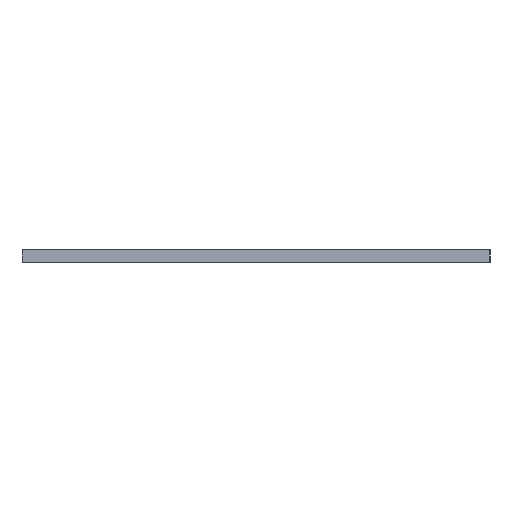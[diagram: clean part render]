
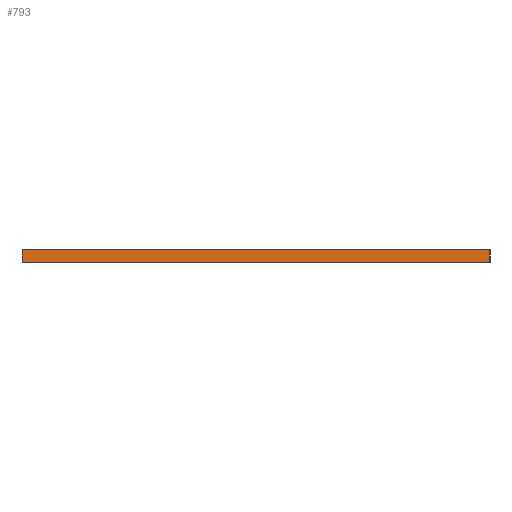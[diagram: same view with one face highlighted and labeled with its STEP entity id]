
A CAD part, left-side view. The second image highlights one B-rep face of the part: STEP entity #793.
In plain terms, the highlighted free-form (B-spline) face has degree [1, 1] with [2, 2] control points.
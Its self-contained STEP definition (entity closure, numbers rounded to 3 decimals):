
#415 = VERTEX_POINT('',#416);
#416 = CARTESIAN_POINT('',(-52.747,34.347,
    1.84));
#421 = EDGE_CURVE('',#415,#422,#424,.T.);
#422 = VERTEX_POINT('',#423);
#423 = CARTESIAN_POINT('',(-52.747,-34.347,
    1.84));
#424 = B_SPLINE_CURVE_WITH_KNOTS('',1,(#425,#426),.UNSPECIFIED.,.F.,.F.,
  (2,2),(0.,56.),.PIECEWISE_BEZIER_KNOTS.);
#425 = CARTESIAN_POINT('',(-52.747,34.347,
    1.84));
#426 = CARTESIAN_POINT('',(-52.747,-34.347,
    1.84));
#538 = VERTEX_POINT('',#539);
#539 = CARTESIAN_POINT('',(-52.747,34.347,0.));
#554 = VERTEX_POINT('',#555);
#555 = CARTESIAN_POINT('',(-52.747,-34.347,0.));
#560 = EDGE_CURVE('',#554,#538,#561,.T.);
#561 = B_SPLINE_CURVE_WITH_KNOTS('',1,(#562,#563),.UNSPECIFIED.,.F.,.F.,
  (2,2),(-56.,0.),.PIECEWISE_BEZIER_KNOTS.);
#562 = CARTESIAN_POINT('',(-52.747,-34.347,0.));
#563 = CARTESIAN_POINT('',(-52.747,34.347,0.));
#745 = EDGE_CURVE('',#538,#415,#746,.T.);
#746 = B_SPLINE_CURVE_WITH_KNOTS('',1,(#747,#748),.UNSPECIFIED.,.F.,.F.,
  (2,2),(0.001,1.501),.PIECEWISE_BEZIER_KNOTS.);
#747 = CARTESIAN_POINT('',(-52.747,34.347,0.));
#748 = CARTESIAN_POINT('',(-52.747,34.347,
    1.84));
#783 = EDGE_CURVE('',#554,#422,#784,.T.);
#784 = B_SPLINE_CURVE_WITH_KNOTS('',1,(#785,#786),.UNSPECIFIED.,.F.,.F.,
  (2,2),(0.001,1.501),.PIECEWISE_BEZIER_KNOTS.);
#785 = CARTESIAN_POINT('',(-52.747,-34.347,0.));
#786 = CARTESIAN_POINT('',(-52.747,-34.347,
    1.84));
#793 = ADVANCED_FACE('',(#794),#800,.T.);
#794 = FACE_BOUND('',#795,.T.);
#795 = EDGE_LOOP('',(#796,#797,#798,#799));
#796 = ORIENTED_EDGE('',*,*,#783,.T.);
#797 = ORIENTED_EDGE('',*,*,#421,.F.);
#798 = ORIENTED_EDGE('',*,*,#745,.F.);
#799 = ORIENTED_EDGE('',*,*,#560,.F.);
#800 = B_SPLINE_SURFACE_WITH_KNOTS('',1,1,(
    (#801,#802)
    ,(#803,#804
    )),.UNSPECIFIED.,.F.,.F.,.F.,(2,2),(2,2),(0.001,1.501),
  (-56.,0.),.PIECEWISE_BEZIER_KNOTS.);
#801 = CARTESIAN_POINT('',(-52.747,-34.347,0.));
#802 = CARTESIAN_POINT('',(-52.747,34.347,0.));
#803 = CARTESIAN_POINT('',(-52.747,-34.347,
    1.84));
#804 = CARTESIAN_POINT('',(-52.747,34.347,
    1.84));
